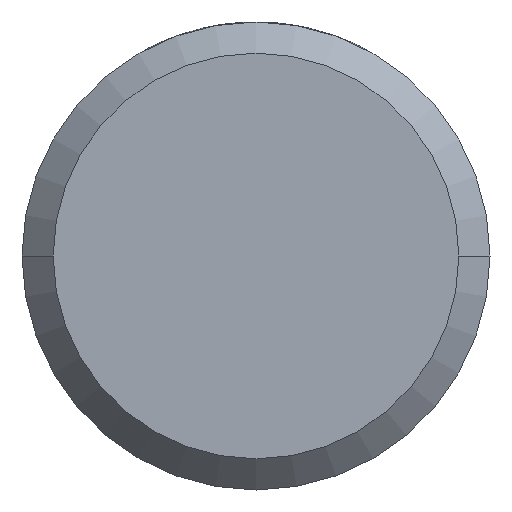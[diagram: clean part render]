
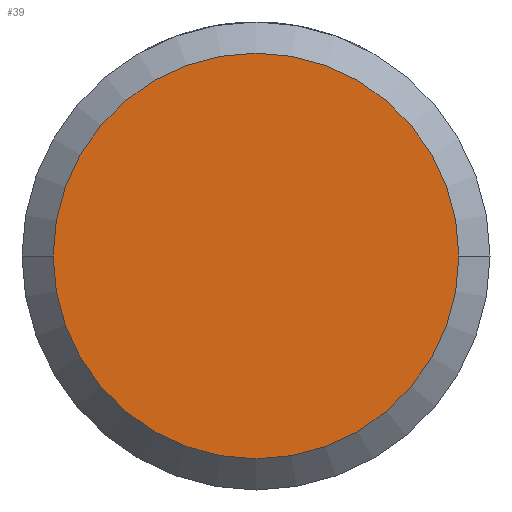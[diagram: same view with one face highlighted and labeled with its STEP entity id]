
A CAD part, front view. The second image highlights one B-rep face of the part: STEP entity #39.
In plain terms, the highlighted planar face has unit normal (0, -1, 0).
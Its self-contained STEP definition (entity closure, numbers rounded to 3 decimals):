
#4 = VERTEX_POINT ( 'NONE', #66 ) ;
#15 = DIRECTION ( 'NONE',  ( 1., 0., 0. ) ) ;
#39 = ADVANCED_FACE ( 'Defeature ausgef�hrt2_5', ( #2488 ), #2611, .F. ) ;
#50 = CARTESIAN_POINT ( 'NONE',  ( 0., -40., 0. ) ) ;
#66 = CARTESIAN_POINT ( 'NONE',  ( -1.3, -40., 0. ) ) ;
#251 = CARTESIAN_POINT ( 'NONE',  ( 0., -40., 0. ) ) ;
#261 = ORIENTED_EDGE ( 'NONE', *, *, #3056, .T. ) ;
#500 = CIRCLE ( 'NONE', #1802, 1.3 ) ;
#556 = AXIS2_PLACEMENT_3D ( 'NONE', #2352, #1815, #2829 ) ;
#736 = VERTEX_POINT ( 'NONE', #2156 ) ;
#811 = CIRCLE ( 'NONE', #2470, 1.3 ) ;
#1312 = DIRECTION ( 'NONE',  ( 0., -1., 0. ) ) ;
#1802 = AXIS2_PLACEMENT_3D ( 'NONE', #251, #2971, #15 ) ;
#1815 = DIRECTION ( 'NONE',  ( 0., 1., 0. ) ) ;
#1898 = ORIENTED_EDGE ( 'NONE', *, *, #3134, .T. ) ;
#2026 = DIRECTION ( 'NONE',  ( 1., 0., 0. ) ) ;
#2156 = CARTESIAN_POINT ( 'NONE',  ( 1.3, -40., 0. ) ) ;
#2352 = CARTESIAN_POINT ( 'NONE',  ( 0., -40., -1.5 ) ) ;
#2470 = AXIS2_PLACEMENT_3D ( 'NONE', #50, #1312, #2026 ) ;
#2488 = FACE_OUTER_BOUND ( 'NONE', #3101, .T. ) ;
#2611 = PLANE ( 'NONE',  #556 ) ;
#2829 = DIRECTION ( 'NONE',  ( 1., 0., 0. ) ) ;
#2971 = DIRECTION ( 'NONE',  ( 0., -1., 0. ) ) ;
#3056 = EDGE_CURVE ( 'Defeature ausgef�hrt2_5+Defeature ausgef�hrt2_15+Defeature ausgef�hrt2_15+Defeature ausgef�hrt2_15', #4, #736, #500, .T. ) ;
#3101 = EDGE_LOOP ( 'NONE', ( #1898, #261 ) ) ;
#3134 = EDGE_CURVE ( 'Defeature ausgef�hrt2_5+Defeature ausgef�hrt2_15+Defeature ausgef�hrt2_15+Defeature ausgef�hrt2_15', #736, #4, #811, .T. ) ;
